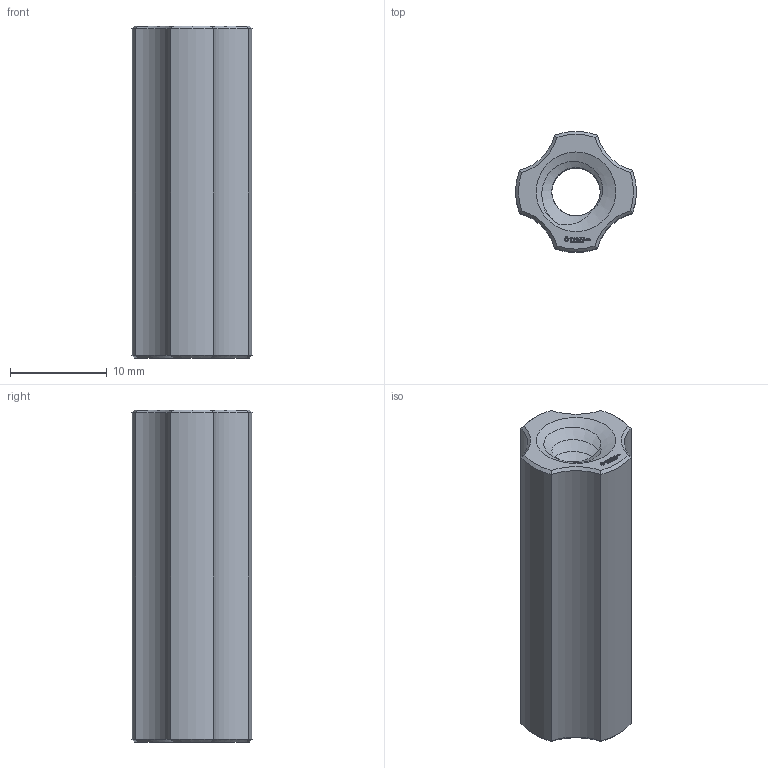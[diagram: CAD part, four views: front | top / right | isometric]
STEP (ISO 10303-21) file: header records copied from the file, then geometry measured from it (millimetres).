
FILE_DESCRIPTION(('FreeCAD Model'),'2;1');
FILE_NAME('Open CASCADE Shape Model','2023-01-06T17:10:44',(''),(''), 'Open CASCADE STEP processor 7.6','FreeCAD','Unknown');
FILE_SCHEMA(('AUTOMOTIVE_DESIGN { 1 0 10303 214 1 1 1 1 }'));
Length unit declared in the file: millimetre
Products named in the file (1): Nut RH BU01.00x02.75 - SPN-NUT-0012 (stemfie.org)
Bounding box: 12.47 x 12.47 x 34.38 mm (x, y, z)
Volume: 2528.9 mm3; surface area: 2837.1 mm2
Topology: 1 solids, 1 shells, 448 faces, 1228 edges, 812 vertices
Faces by surface type: plane 299, bspline 123, cone 18, cylinder 8
Entity records: 40090 total; most frequent: CARTESIAN_POINT 17159, DIRECTION 3549, LINE 2820, VECTOR 2820, ORIENTED_EDGE 2456, PCURVE 2456, DEFINITIONAL_REPRESENTATION 2456, EDGE_CURVE 1228
